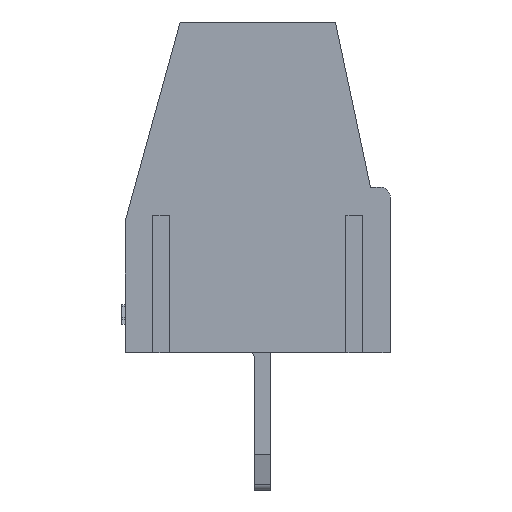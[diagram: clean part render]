
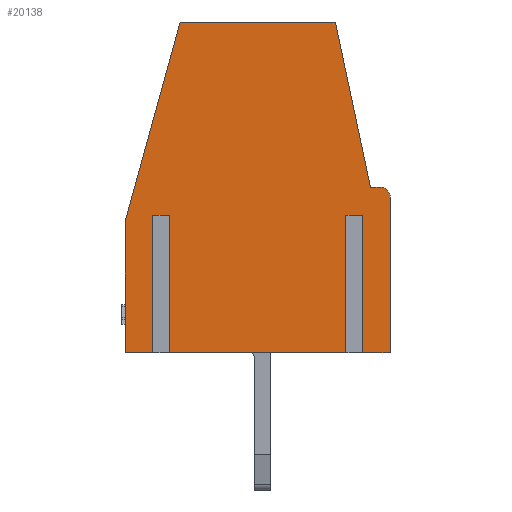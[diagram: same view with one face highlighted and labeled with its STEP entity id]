
A CAD part, left-side view. The second image highlights one B-rep face of the part: STEP entity #20138.
In plain terms, the highlighted planar face has unit normal (-1, 0, 0).
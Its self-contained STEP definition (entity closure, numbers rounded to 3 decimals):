
#318 = VERTEX_POINT ( 'NONE', #5000 ) ;
#384 = VERTEX_POINT ( 'NONE', #16379 ) ;
#651 = CARTESIAN_POINT ( 'NONE',  ( -25., 2.818, -0.85 ) ) ;
#981 = EDGE_CURVE ( 'NONE', #17652, #1542, #4937, .T. ) ;
#1542 = VERTEX_POINT ( 'NONE', #3164 ) ;
#1795 = VERTEX_POINT ( 'NONE', #13677 ) ;
#2209 = LINE ( 'NONE', #14686, #12183 ) ;
#2308 = CARTESIAN_POINT ( 'NONE',  ( -25., 4.048, -1.05 ) ) ;
#2606 = ORIENTED_EDGE ( 'NONE', *, *, #19961, .F. ) ;
#2706 = VECTOR ( 'NONE', #21441, 1000. ) ;
#3056 = CARTESIAN_POINT ( 'NONE',  ( -25., -4.052, -5.05 ) ) ;
#3164 = CARTESIAN_POINT ( 'NONE',  ( -25., 3.082, -5.05 ) ) ;
#3372 = LINE ( 'NONE', #24132, #9364 ) ;
#3514 = EDGE_CURVE ( 'NONE', #21275, #10763, #11150, .T. ) ;
#3568 = CARTESIAN_POINT ( 'NONE',  ( -25., -3.752, 0. ) ) ;
#3999 = EDGE_CURVE ( 'NONE', #7417, #10763, #26400, .T. ) ;
#4674 = AXIS2_PLACEMENT_3D ( 'NONE', #12842, #18914, #25649 ) ;
#4937 = LINE ( 'NONE', #13152, #26267 ) ;
#5000 = CARTESIAN_POINT ( 'NONE',  ( -25., -2.818, -5.05 ) ) ;
#5227 = VERTEX_POINT ( 'NONE', #19579 ) ;
#5622 = LINE ( 'NONE', #9710, #12576 ) ;
#5806 = ORIENTED_EDGE ( 'NONE', *, *, #15502, .F. ) ;
#5919 = CARTESIAN_POINT ( 'NONE',  ( -25., -3.082, -0.85 ) ) ;
#6752 = CARTESIAN_POINT ( 'NONE',  ( -25., -2.818, -0.85 ) ) ;
#7034 = VECTOR ( 'NONE', #24626, 1000. ) ;
#7095 = ORIENTED_EDGE ( 'NONE', *, *, #9803, .F. ) ;
#7417 = VERTEX_POINT ( 'NONE', #10154 ) ;
#7526 = LINE ( 'NONE', #24428, #9054 ) ;
#7748 = EDGE_CURVE ( 'NONE', #5227, #384, #5622, .T. ) ;
#7837 = CARTESIAN_POINT ( 'NONE',  ( -25., 2.818, -0.85 ) ) ;
#7858 = VECTOR ( 'NONE', #16971, 1000. ) ;
#7878 = ORIENTED_EDGE ( 'NONE', *, *, #26351, .F. ) ;
#8116 = DIRECTION ( 'NONE',  ( 0., -1., 0. ) ) ;
#8754 = EDGE_CURVE ( 'NONE', #16495, #17652, #18792, .T. ) ;
#9045 = CARTESIAN_POINT ( 'NONE',  ( -25., -3.082, -0.85 ) ) ;
#9054 = VECTOR ( 'NONE', #9956, 1000. ) ;
#9160 = EDGE_LOOP ( 'NONE', ( #7878, #21125, #21753, #22785, #11403, #24976, #20730, #19733, #15333, #24779, #5806, #2606, #22555, #26260, #7095, #25378 ) ) ;
#9364 = VECTOR ( 'NONE', #9535, 1000. ) ;
#9535 = DIRECTION ( 'NONE',  ( 0., 0., -1. ) ) ;
#9710 = CARTESIAN_POINT ( 'NONE',  ( -25., -2.378, 5.05 ) ) ;
#9803 = EDGE_CURVE ( 'NONE', #1795, #21275, #3372, .T. ) ;
#9956 = DIRECTION ( 'NONE',  ( 0., -0.266, 0.964 ) ) ;
#10154 = CARTESIAN_POINT ( 'NONE',  ( -25., -3.082, -0.85 ) ) ;
#10216 = VECTOR ( 'NONE', #13460, 1000. ) ;
#10547 = VECTOR ( 'NONE', #15192, 1000. ) ;
#10763 = VERTEX_POINT ( 'NONE', #23133 ) ;
#11027 = EDGE_CURVE ( 'NONE', #18543, #5227, #18704, .T. ) ;
#11095 = VERTEX_POINT ( 'NONE', #6752 ) ;
#11150 = LINE ( 'NONE', #3056, #10216 ) ;
#11403 = ORIENTED_EDGE ( 'NONE', *, *, #11943, .F. ) ;
#11803 = CARTESIAN_POINT ( 'NONE',  ( -25., 3.082, -5.05 ) ) ;
#11926 = VECTOR ( 'NONE', #17598, 1000. ) ;
#11943 = EDGE_CURVE ( 'NONE', #14263, #18126, #14197, .T. ) ;
#12109 = VERTEX_POINT ( 'NONE', #3568 ) ;
#12183 = VECTOR ( 'NONE', #8116, 1000. ) ;
#12441 = DIRECTION ( 'NONE',  ( 0., 1., 0. ) ) ;
#12576 = VECTOR ( 'NONE', #22393, 1000. ) ;
#12842 = CARTESIAN_POINT ( 'NONE',  ( -25., -3.752, -0.3 ) ) ;
#13152 = CARTESIAN_POINT ( 'NONE',  ( -25., 3.082, -0.85 ) ) ;
#13460 = DIRECTION ( 'NONE',  ( 0., 1., 0. ) ) ;
#13677 = CARTESIAN_POINT ( 'NONE',  ( -25., -4.052, -0.3 ) ) ;
#13725 = LINE ( 'NONE', #11803, #7034 ) ;
#13896 = CARTESIAN_POINT ( 'NONE',  ( -25., 2.368, 5.05 ) ) ;
#14197 = LINE ( 'NONE', #14839, #19336 ) ;
#14263 = VERTEX_POINT ( 'NONE', #26971 ) ;
#14391 = DIRECTION ( 'NONE',  ( 0., -1., 0. ) ) ;
#14510 = VERTEX_POINT ( 'NONE', #23308 ) ;
#14564 = DIRECTION ( 'NONE',  ( 0., -1., 0. ) ) ;
#14669 = PLANE ( 'NONE',  #20767 ) ;
#14686 = CARTESIAN_POINT ( 'NONE',  ( -25., -3.452, 0. ) ) ;
#14800 = CARTESIAN_POINT ( 'NONE',  ( -25., 0., 0. ) ) ;
#14839 = CARTESIAN_POINT ( 'NONE',  ( -25., 4.048, -5.05 ) ) ;
#15192 = DIRECTION ( 'NONE',  ( 0., 0., -1. ) ) ;
#15333 = ORIENTED_EDGE ( 'NONE', *, *, #16804, .T. ) ;
#15502 = EDGE_CURVE ( 'NONE', #11095, #318, #19619, .T. ) ;
#16123 = DIRECTION ( 'NONE',  ( 0., 0., 1. ) ) ;
#16151 = DIRECTION ( 'NONE',  ( 0., 0., -1. ) ) ;
#16233 = CARTESIAN_POINT ( 'NONE',  ( -25., 2.368, 5.05 ) ) ;
#16379 = CARTESIAN_POINT ( 'NONE',  ( -25., -3.452, 0. ) ) ;
#16495 = VERTEX_POINT ( 'NONE', #7837 ) ;
#16804 = EDGE_CURVE ( 'NONE', #16495, #14510, #25501, .T. ) ;
#16971 = DIRECTION ( 'NONE',  ( 0., 0., -1. ) ) ;
#17598 = DIRECTION ( 'NONE',  ( 0., 1., 0. ) ) ;
#17652 = VERTEX_POINT ( 'NONE', #26088 ) ;
#18126 = VERTEX_POINT ( 'NONE', #2308 ) ;
#18543 = VERTEX_POINT ( 'NONE', #13896 ) ;
#18704 = LINE ( 'NONE', #16233, #21004 ) ;
#18792 = LINE ( 'NONE', #20577, #25890 ) ;
#18914 = DIRECTION ( 'NONE',  ( -1., 0., 0. ) ) ;
#18990 = EDGE_CURVE ( 'NONE', #318, #14510, #26352, .T. ) ;
#19336 = VECTOR ( 'NONE', #16123, 1000. ) ;
#19533 = LINE ( 'NONE', #9045, #11926 ) ;
#19579 = CARTESIAN_POINT ( 'NONE',  ( -25., -2.378, 5.05 ) ) ;
#19619 = LINE ( 'NONE', #25395, #22924 ) ;
#19733 = ORIENTED_EDGE ( 'NONE', *, *, #8754, .F. ) ;
#19770 = DIRECTION ( 'NONE',  ( 0., 0., -1. ) ) ;
#19961 = EDGE_CURVE ( 'NONE', #7417, #11095, #19533, .T. ) ;
#20138 = ADVANCED_FACE ( 'NONE', ( #25002 ), #14669, .F. ) ;
#20577 = CARTESIAN_POINT ( 'NONE',  ( -25., 2.818, -0.85 ) ) ;
#20730 = ORIENTED_EDGE ( 'NONE', *, *, #981, .F. ) ;
#20767 = AXIS2_PLACEMENT_3D ( 'NONE', #14800, #25145, #14391 ) ;
#21004 = VECTOR ( 'NONE', #14564, 1000. ) ;
#21125 = ORIENTED_EDGE ( 'NONE', *, *, #7748, .F. ) ;
#21275 = VERTEX_POINT ( 'NONE', #21697 ) ;
#21441 = DIRECTION ( 'NONE',  ( 0., 1., 0. ) ) ;
#21697 = CARTESIAN_POINT ( 'NONE',  ( -25., -4.052, -5.05 ) ) ;
#21753 = ORIENTED_EDGE ( 'NONE', *, *, #11027, .F. ) ;
#22393 = DIRECTION ( 'NONE',  ( 0., -0.208, -0.978 ) ) ;
#22555 = ORIENTED_EDGE ( 'NONE', *, *, #3999, .T. ) ;
#22785 = ORIENTED_EDGE ( 'NONE', *, *, #23017, .F. ) ;
#22924 = VECTOR ( 'NONE', #16151, 1000. ) ;
#23017 = EDGE_CURVE ( 'NONE', #18126, #18543, #7526, .T. ) ;
#23133 = CARTESIAN_POINT ( 'NONE',  ( -25., -3.082, -5.05 ) ) ;
#23308 = CARTESIAN_POINT ( 'NONE',  ( -25., 2.818, -5.05 ) ) ;
#23556 = CIRCLE ( 'NONE', #4674, 0.3 ) ;
#24132 = CARTESIAN_POINT ( 'NONE',  ( -25., -4.052, -0.3 ) ) ;
#24142 = CARTESIAN_POINT ( 'NONE',  ( -25., -2.818, -5.05 ) ) ;
#24428 = CARTESIAN_POINT ( 'NONE',  ( -25., 4.048, -1.05 ) ) ;
#24626 = DIRECTION ( 'NONE',  ( 0., 1., 0. ) ) ;
#24779 = ORIENTED_EDGE ( 'NONE', *, *, #18990, .F. ) ;
#24976 = ORIENTED_EDGE ( 'NONE', *, *, #26922, .F. ) ;
#25002 = FACE_OUTER_BOUND ( 'NONE', #9160, .T. ) ;
#25145 = DIRECTION ( 'NONE',  ( 1., 0., 0. ) ) ;
#25193 = EDGE_CURVE ( 'NONE', #1795, #12109, #23556, .T. ) ;
#25378 = ORIENTED_EDGE ( 'NONE', *, *, #25193, .T. ) ;
#25395 = CARTESIAN_POINT ( 'NONE',  ( -25., -2.818, -0.85 ) ) ;
#25501 = LINE ( 'NONE', #651, #7858 ) ;
#25649 = DIRECTION ( 'NONE',  ( 0., -1., 0. ) ) ;
#25890 = VECTOR ( 'NONE', #12441, 1000. ) ;
#26088 = CARTESIAN_POINT ( 'NONE',  ( -25., 3.082, -0.85 ) ) ;
#26260 = ORIENTED_EDGE ( 'NONE', *, *, #3514, .F. ) ;
#26267 = VECTOR ( 'NONE', #19770, 1000. ) ;
#26351 = EDGE_CURVE ( 'NONE', #384, #12109, #2209, .T. ) ;
#26352 = LINE ( 'NONE', #24142, #2706 ) ;
#26400 = LINE ( 'NONE', #5919, #10547 ) ;
#26922 = EDGE_CURVE ( 'NONE', #1542, #14263, #13725, .T. ) ;
#26971 = CARTESIAN_POINT ( 'NONE',  ( -25., 4.048, -5.05 ) ) ;
